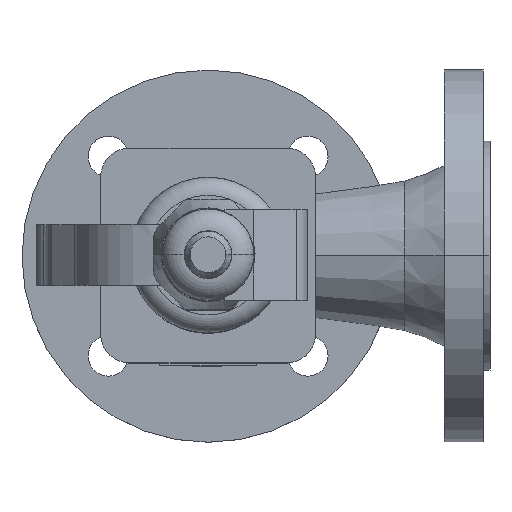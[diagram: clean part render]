
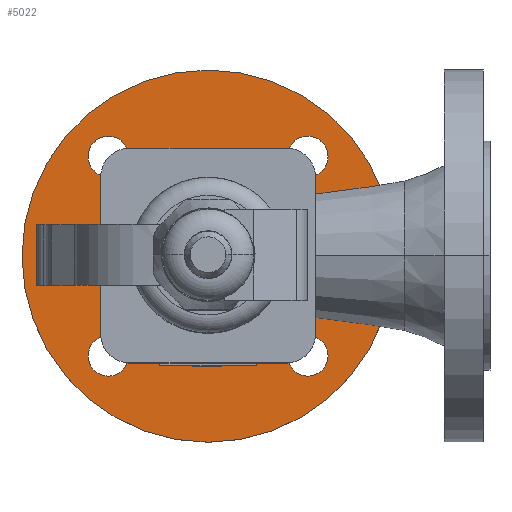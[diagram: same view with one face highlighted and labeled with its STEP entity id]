
A CAD part, top view. The second image highlights one B-rep face of the part: STEP entity #5022.
In plain terms, the highlighted planar face has unit normal (0, 0, 1).
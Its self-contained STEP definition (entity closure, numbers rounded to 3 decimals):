
#1860=CARTESIAN_POINT('',(-82.5,0.,20.3));
#1861=VERTEX_POINT('',#1860);
#1868=CARTESIAN_POINT('',(82.5,-0.,20.3));
#1869=VERTEX_POINT('',#1868);
#1870=CARTESIAN_POINT('',(0.,-0.,20.3));
#1871=DIRECTION('',(-0.,0.,-1.));
#1872=DIRECTION('',(-1.,0.,0.));
#1873=AXIS2_PLACEMENT_3D('',#1870,#1871,#1872);
#1874=CIRCLE('',#1873,82.5);
#1875=EDGE_CURVE('',#1861,#1869,#1874,.T.);
#1891=CARTESIAN_POINT('',(40.,-0.,20.3));
#1892=VERTEX_POINT('',#1891);
#1893=CARTESIAN_POINT('',(-40.,-0.,20.3));
#1894=VERTEX_POINT('',#1893);
#1895=CARTESIAN_POINT('',(0.,-0.,20.3));
#1896=DIRECTION('',(0.,0.,-1.));
#1897=DIRECTION('',(-1.,0.,0.));
#1898=AXIS2_PLACEMENT_3D('',#1895,#1896,#1897);
#1899=CIRCLE('',#1898,40.);
#1900=EDGE_CURVE('',#1892,#1894,#1899,.T.);
#4247=CARTESIAN_POINT('',(53.194,44.194,20.3));
#4248=VERTEX_POINT('',#4247);
#4255=CARTESIAN_POINT('',(35.194,44.194,20.3));
#4256=VERTEX_POINT('',#4255);
#4257=CARTESIAN_POINT('',(44.194,44.194,20.3));
#4258=DIRECTION('',(0.,0.,-1.));
#4259=DIRECTION('',(1.,0.,0.));
#4260=AXIS2_PLACEMENT_3D('',#4257,#4258,#4259);
#4261=CIRCLE('',#4260,9.);
#4262=EDGE_CURVE('',#4256,#4248,#4261,.T.);
#4279=CARTESIAN_POINT('',(35.194,-44.194,20.3));
#4280=VERTEX_POINT('',#4279);
#4287=CARTESIAN_POINT('',(53.194,-44.194,20.3));
#4288=VERTEX_POINT('',#4287);
#4289=CARTESIAN_POINT('',(44.194,-44.194,20.3));
#4290=DIRECTION('',(0.,0.,-1.));
#4291=DIRECTION('',(1.,0.,0.));
#4292=AXIS2_PLACEMENT_3D('',#4289,#4290,#4291);
#4293=CIRCLE('',#4292,9.);
#4294=EDGE_CURVE('',#4288,#4280,#4293,.T.);
#4311=CARTESIAN_POINT('',(-35.194,-44.194,20.3));
#4312=VERTEX_POINT('',#4311);
#4319=CARTESIAN_POINT('',(-53.194,-44.194,20.3));
#4320=VERTEX_POINT('',#4319);
#4321=CARTESIAN_POINT('',(-44.194,-44.194,20.3));
#4322=DIRECTION('',(0.,0.,-1.));
#4323=DIRECTION('',(1.,0.,0.));
#4324=AXIS2_PLACEMENT_3D('',#4321,#4322,#4323);
#4325=CIRCLE('',#4324,9.);
#4326=EDGE_CURVE('',#4320,#4312,#4325,.T.);
#4342=CARTESIAN_POINT('',(-35.194,44.194,20.3));
#4343=VERTEX_POINT('',#4342);
#4344=CARTESIAN_POINT('',(-53.194,44.194,20.3));
#4345=VERTEX_POINT('',#4344);
#4346=CARTESIAN_POINT('',(-44.194,44.194,20.3));
#4347=DIRECTION('',(0.,0.,-1.));
#4348=DIRECTION('',(1.,0.,0.));
#4349=AXIS2_PLACEMENT_3D('',#4346,#4347,#4348);
#4350=CIRCLE('',#4349,9.);
#4351=EDGE_CURVE('',#4343,#4345,#4350,.T.);
#4957=CARTESIAN_POINT('',(-61.25,0.,20.3));
#4958=DIRECTION('',(0.,-0.,1.));
#4959=DIRECTION('',(1.,-0.,-0.));
#4960=AXIS2_PLACEMENT_3D('',#4957,#4958,#4959);
#4961=PLANE('',#4960);
#4962=ORIENTED_EDGE('',*,*,#4351,.T.);
#4963=CARTESIAN_POINT('',(-44.194,44.194,20.3));
#4964=DIRECTION('',(0.,0.,-1.));
#4965=DIRECTION('',(1.,0.,0.));
#4966=AXIS2_PLACEMENT_3D('',#4963,#4964,#4965);
#4967=CIRCLE('',#4966,9.);
#4968=EDGE_CURVE('',#4345,#4343,#4967,.T.);
#4969=ORIENTED_EDGE('',*,*,#4968,.T.);
#4970=EDGE_LOOP('',(#4962,#4969));
#4971=FACE_BOUND('',#4970,.T.);
#4972=ORIENTED_EDGE('',*,*,#4326,.T.);
#4973=CARTESIAN_POINT('',(-44.194,-44.194,20.3));
#4974=DIRECTION('',(0.,0.,-1.));
#4975=DIRECTION('',(1.,0.,0.));
#4976=AXIS2_PLACEMENT_3D('',#4973,#4974,#4975);
#4977=CIRCLE('',#4976,9.);
#4978=EDGE_CURVE('',#4312,#4320,#4977,.T.);
#4979=ORIENTED_EDGE('',*,*,#4978,.T.);
#4980=EDGE_LOOP('',(#4972,#4979));
#4981=FACE_BOUND('',#4980,.T.);
#4982=CARTESIAN_POINT('',(44.194,-44.194,20.3));
#4983=DIRECTION('',(0.,0.,-1.));
#4984=DIRECTION('',(1.,0.,0.));
#4985=AXIS2_PLACEMENT_3D('',#4982,#4983,#4984);
#4986=CIRCLE('',#4985,9.);
#4987=EDGE_CURVE('',#4280,#4288,#4986,.T.);
#4988=ORIENTED_EDGE('',*,*,#4987,.T.);
#4989=ORIENTED_EDGE('',*,*,#4294,.T.);
#4990=EDGE_LOOP('',(#4988,#4989));
#4991=FACE_BOUND('',#4990,.T.);
#4992=ORIENTED_EDGE('',*,*,#4262,.T.);
#4993=CARTESIAN_POINT('',(44.194,44.194,20.3));
#4994=DIRECTION('',(0.,0.,-1.));
#4995=DIRECTION('',(1.,0.,0.));
#4996=AXIS2_PLACEMENT_3D('',#4993,#4994,#4995);
#4997=CIRCLE('',#4996,9.);
#4998=EDGE_CURVE('',#4248,#4256,#4997,.T.);
#4999=ORIENTED_EDGE('',*,*,#4998,.T.);
#5000=EDGE_LOOP('',(#4992,#4999));
#5001=FACE_BOUND('',#5000,.T.);
#5002=ORIENTED_EDGE('',*,*,#1900,.T.);
#5003=CARTESIAN_POINT('',(0.,-0.,20.3));
#5004=DIRECTION('',(0.,0.,-1.));
#5005=DIRECTION('',(-1.,0.,0.));
#5006=AXIS2_PLACEMENT_3D('',#5003,#5004,#5005);
#5007=CIRCLE('',#5006,40.);
#5008=EDGE_CURVE('',#1894,#1892,#5007,.T.);
#5009=ORIENTED_EDGE('',*,*,#5008,.T.);
#5010=EDGE_LOOP('',(#5002,#5009));
#5011=FACE_BOUND('',#5010,.T.);
#5012=CARTESIAN_POINT('',(0.,-0.,20.3));
#5013=DIRECTION('',(-0.,0.,-1.));
#5014=DIRECTION('',(-1.,0.,0.));
#5015=AXIS2_PLACEMENT_3D('',#5012,#5013,#5014);
#5016=CIRCLE('',#5015,82.5);
#5017=EDGE_CURVE('',#1869,#1861,#5016,.T.);
#5018=ORIENTED_EDGE('',*,*,#5017,.F.);
#5019=ORIENTED_EDGE('',*,*,#1875,.F.);
#5020=EDGE_LOOP('',(#5018,#5019));
#5021=FACE_BOUND('',#5020,.T.);
#5022=ADVANCED_FACE('',(#4971,#4981,#4991,#5001,#5011,#5021),#4961,.T.);
